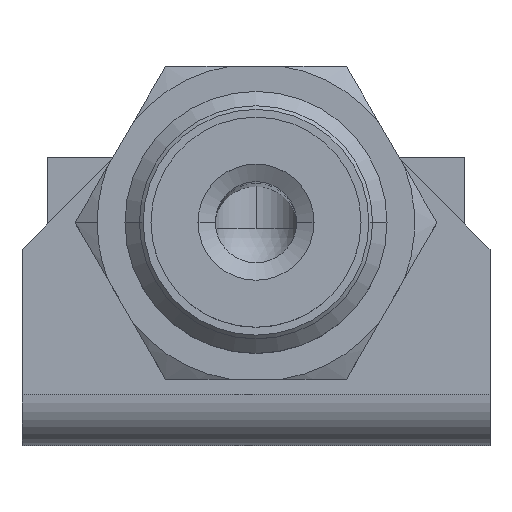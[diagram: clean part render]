
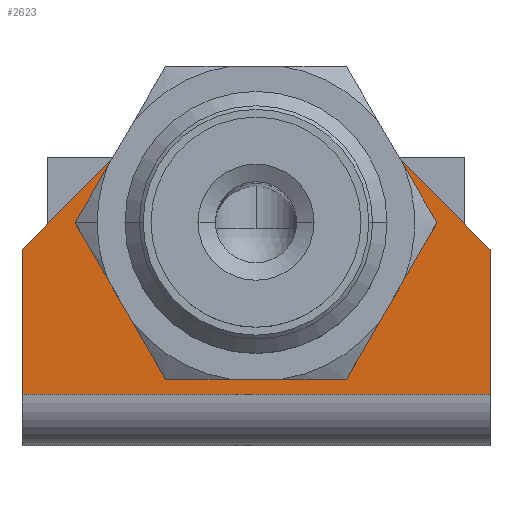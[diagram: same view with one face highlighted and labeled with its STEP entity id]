
A CAD part, top view. The second image highlights one B-rep face of the part: STEP entity #2623.
In plain terms, the highlighted face is planar.
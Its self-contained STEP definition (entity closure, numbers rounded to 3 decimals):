
#68 = ORIENTED_EDGE ( 'NONE', *, *, #1273, .T. ) ;
#155 = AXIS2_PLACEMENT_3D ( 'NONE', #2002, #6650, #4829 ) ;
#364 = LINE ( 'NONE', #1983, #5513 ) ;
#435 = CARTESIAN_POINT ( 'NONE',  ( 0., 18.542, -12.7 ) ) ;
#588 = EDGE_LOOP ( 'NONE', ( #68, #2063 ) ) ;
#780 = LINE ( 'NONE', #924, #4268 ) ;
#867 = VECTOR ( 'NONE', #5853, 1000. ) ;
#924 = CARTESIAN_POINT ( 'NONE',  ( 0., 18.542, -4.826 ) ) ;
#1157 = DIRECTION ( 'NONE',  ( 0., 1., 0. ) ) ;
#1194 = VECTOR ( 'NONE', #6476, 1000. ) ;
#1273 = EDGE_CURVE ( 'NONE', #6176, #6925, #3190, .T. ) ;
#1330 = CARTESIAN_POINT ( 'NONE',  ( 0., 10.668, 12.7 ) ) ;
#1346 = DIRECTION ( 'NONE',  ( 0., -1., 0. ) ) ;
#1502 = EDGE_CURVE ( 'NONE', #1670, #2989, #2037, .T. ) ;
#1505 = DIRECTION ( 'NONE',  ( 0., 1., 0. ) ) ;
#1536 = EDGE_CURVE ( 'NONE', #1550, #7493, #4817, .T. ) ;
#1550 = VERTEX_POINT ( 'NONE', #1330 ) ;
#1670 = VERTEX_POINT ( 'NONE', #3241 ) ;
#1895 = DIRECTION ( 'NONE',  ( 1., 0., 0. ) ) ;
#1983 = CARTESIAN_POINT ( 'NONE',  ( 0., 18.542, 4.826 ) ) ;
#1987 = VERTEX_POINT ( 'NONE', #4763 ) ;
#2002 = CARTESIAN_POINT ( 'NONE',  ( 0., 12.065, 0. ) ) ;
#2037 = LINE ( 'NONE', #4834, #2086 ) ;
#2051 = CARTESIAN_POINT ( 'NONE',  ( 0., 18.542, -4.826 ) ) ;
#2063 = ORIENTED_EDGE ( 'NONE', *, *, #2859, .T. ) ;
#2086 = VECTOR ( 'NONE', #1346, 1000. ) ;
#2623 = ADVANCED_FACE ( 'NONE', ( #3254, #3839 ), #3370, .T. ) ;
#2724 = DIRECTION ( 'NONE',  ( 0., 0., 1. ) ) ;
#2815 = ORIENTED_EDGE ( 'NONE', *, *, #6348, .T. ) ;
#2859 = EDGE_CURVE ( 'NONE', #6925, #6176, #2956, .T. ) ;
#2956 = CIRCLE ( 'NONE', #155, 3.366 ) ;
#2989 = VERTEX_POINT ( 'NONE', #3179 ) ;
#3030 = CARTESIAN_POINT ( 'NONE',  ( 0., 12.065, 0. ) ) ;
#3065 = CARTESIAN_POINT ( 'NONE',  ( 0., 2.794, -12.7 ) ) ;
#3128 = CARTESIAN_POINT ( 'NONE',  ( 0., 8.7, 0. ) ) ;
#3179 = CARTESIAN_POINT ( 'NONE',  ( 0., 2.794, -12.7 ) ) ;
#3190 = CIRCLE ( 'NONE', #3919, 3.366 ) ;
#3241 = CARTESIAN_POINT ( 'NONE',  ( 0., 10.668, -12.7 ) ) ;
#3254 = FACE_BOUND ( 'NONE', #588, .T. ) ;
#3370 = PLANE ( 'NONE',  #6880 ) ;
#3817 = ORIENTED_EDGE ( 'NONE', *, *, #1536, .F. ) ;
#3839 = FACE_OUTER_BOUND ( 'NONE', #4803, .T. ) ;
#3919 = AXIS2_PLACEMENT_3D ( 'NONE', #3030, #1895, #1157 ) ;
#4226 = ORIENTED_EDGE ( 'NONE', *, *, #1502, .T. ) ;
#4268 = VECTOR ( 'NONE', #6104, 1000. ) ;
#4544 = VERTEX_POINT ( 'NONE', #2051 ) ;
#4665 = CARTESIAN_POINT ( 'NONE',  ( 0., 18.542, 12.7 ) ) ;
#4763 = CARTESIAN_POINT ( 'NONE',  ( 0., 18.542, 4.826 ) ) ;
#4803 = EDGE_LOOP ( 'NONE', ( #7351, #6835, #4226, #6548, #3817, #2815 ) ) ;
#4817 = LINE ( 'NONE', #4665, #867 ) ;
#4829 = DIRECTION ( 'NONE',  ( 0., 1., 0. ) ) ;
#4834 = CARTESIAN_POINT ( 'NONE',  ( 0., 18.542, -12.7 ) ) ;
#5127 = EDGE_CURVE ( 'NONE', #1670, #4544, #780, .T. ) ;
#5198 = CARTESIAN_POINT ( 'NONE',  ( 0., 15.431, 0. ) ) ;
#5344 = EDGE_CURVE ( 'NONE', #4544, #1987, #7530, .T. ) ;
#5403 = CARTESIAN_POINT ( 'NONE',  ( 0., 2.794, 12.7 ) ) ;
#5513 = VECTOR ( 'NONE', #6037, 1000. ) ;
#5853 = DIRECTION ( 'NONE',  ( 0., -1., 0. ) ) ;
#5862 = VECTOR ( 'NONE', #2724, 1000. ) ;
#6037 = DIRECTION ( 'NONE',  ( 0., 0.707, -0.707 ) ) ;
#6104 = DIRECTION ( 'NONE',  ( 0., 0.707, 0.707 ) ) ;
#6173 = DIRECTION ( 'NONE',  ( -1., 0., 0. ) ) ;
#6176 = VERTEX_POINT ( 'NONE', #5198 ) ;
#6348 = EDGE_CURVE ( 'NONE', #1550, #1987, #364, .T. ) ;
#6476 = DIRECTION ( 'NONE',  ( 0., 0., 1. ) ) ;
#6548 = ORIENTED_EDGE ( 'NONE', *, *, #7466, .T. ) ;
#6650 = DIRECTION ( 'NONE',  ( 1., 0., 0. ) ) ;
#6763 = CARTESIAN_POINT ( 'NONE',  ( 0., 18.542, -12.7 ) ) ;
#6835 = ORIENTED_EDGE ( 'NONE', *, *, #5127, .F. ) ;
#6880 = AXIS2_PLACEMENT_3D ( 'NONE', #6763, #6173, #1505 ) ;
#6925 = VERTEX_POINT ( 'NONE', #3128 ) ;
#7095 = LINE ( 'NONE', #3065, #1194 ) ;
#7351 = ORIENTED_EDGE ( 'NONE', *, *, #5344, .F. ) ;
#7466 = EDGE_CURVE ( 'NONE', #2989, #7493, #7095, .T. ) ;
#7493 = VERTEX_POINT ( 'NONE', #5403 ) ;
#7530 = LINE ( 'NONE', #435, #5862 ) ;
